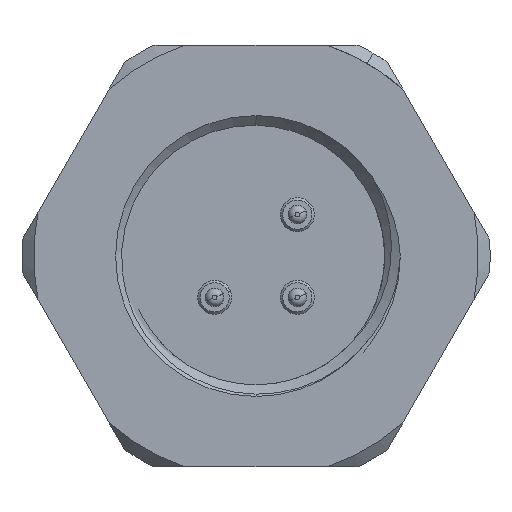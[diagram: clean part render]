
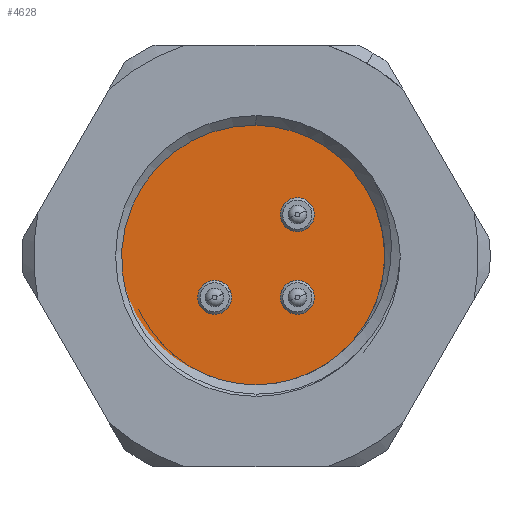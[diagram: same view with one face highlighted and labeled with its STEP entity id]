
A CAD part, left-side view. The second image highlights one B-rep face of the part: STEP entity #4628.
In plain terms, the highlighted planar face has unit normal (-1, 0, 0).
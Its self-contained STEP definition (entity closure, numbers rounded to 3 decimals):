
#39 = CIRCLE ( 'NONE', #21989, 6. ) ;
#477 = AXIS2_PLACEMENT_3D ( 'NONE', #12030, #5190, #8584 ) ;
#553 = EDGE_CURVE ( 'NONE', #22349, #13645, #6784, .T. ) ;
#616 = CIRCLE ( 'NONE', #22181, 0.7 ) ;
#822 = DIRECTION ( 'NONE',  ( 0., 0., 1. ) ) ;
#1014 = DIRECTION ( 'NONE',  ( -1., 0., 0. ) ) ;
#1246 = DIRECTION ( 'NONE',  ( 0., 0., 1. ) ) ;
#1367 = EDGE_LOOP ( 'NONE', ( #2735, #10990 ) ) ;
#1820 = VERTEX_POINT ( 'NONE', #9963 ) ;
#2735 = ORIENTED_EDGE ( 'NONE', *, *, #12146, .T. ) ;
#2912 = ORIENTED_EDGE ( 'NONE', *, *, #553, .F. ) ;
#2999 = EDGE_LOOP ( 'NONE', ( #2912, #3478 ) ) ;
#3239 = DIRECTION ( 'NONE',  ( -1., 0., 0. ) ) ;
#3478 = ORIENTED_EDGE ( 'NONE', *, *, #10704, .F. ) ;
#4375 = CARTESIAN_POINT ( 'NONE',  ( -13., -1.768, 1.068 ) ) ;
#4558 = DIRECTION ( 'NONE',  ( -1., 0., 0. ) ) ;
#4628 = ADVANCED_FACE ( 'NONE', ( #16657, #15560, #5963, #18294 ), #13631, .F. ) ;
#4946 = VERTEX_POINT ( 'NONE', #16058 ) ;
#4997 = CARTESIAN_POINT ( 'NONE',  ( -13., 1.768, -2.468 ) ) ;
#5029 = CARTESIAN_POINT ( 'NONE',  ( -13., 0., -6. ) ) ;
#5151 = DIRECTION ( 'NONE',  ( -1., 0., 0. ) ) ;
#5190 = DIRECTION ( 'NONE',  ( -1., 0., 0. ) ) ;
#5374 = CARTESIAN_POINT ( 'NONE',  ( -13., -1.768, -2.468 ) ) ;
#5681 = AXIS2_PLACEMENT_3D ( 'NONE', #22113, #18801, #15233 ) ;
#5963 = FACE_BOUND ( 'NONE', #2999, .T. ) ;
#6007 = EDGE_CURVE ( 'NONE', #17878, #10927, #16370, .T. ) ;
#6044 = CIRCLE ( 'NONE', #16157, 6. ) ;
#6428 = CARTESIAN_POINT ( 'NONE',  ( -13., -1.768, -1.068 ) ) ;
#6771 = CARTESIAN_POINT ( 'NONE',  ( -13., 1.768, -1.768 ) ) ;
#6784 = CIRCLE ( 'NONE', #21814, 0.7 ) ;
#8165 = EDGE_LOOP ( 'NONE', ( #18539, #21631 ) ) ;
#8418 = DIRECTION ( 'NONE',  ( 1., 0., 0. ) ) ;
#8457 = CARTESIAN_POINT ( 'NONE',  ( -13., -1.768, 1.768 ) ) ;
#8584 = DIRECTION ( 'NONE',  ( 0., 0., 1. ) ) ;
#9222 = AXIS2_PLACEMENT_3D ( 'NONE', #21237, #19465, #21322 ) ;
#9899 = VERTEX_POINT ( 'NONE', #4375 ) ;
#9963 = CARTESIAN_POINT ( 'NONE',  ( -13., 0., 6. ) ) ;
#10259 = EDGE_CURVE ( 'NONE', #4946, #9899, #10497, .T. ) ;
#10328 = ORIENTED_EDGE ( 'NONE', *, *, #6007, .F. ) ;
#10497 = CIRCLE ( 'NONE', #5681, 0.7 ) ;
#10677 = CIRCLE ( 'NONE', #19098, 0.7 ) ;
#10704 = EDGE_CURVE ( 'NONE', #13645, #22349, #21458, .T. ) ;
#10927 = VERTEX_POINT ( 'NONE', #5374 ) ;
#10990 = ORIENTED_EDGE ( 'NONE', *, *, #17876, .T. ) ;
#11250 = CARTESIAN_POINT ( 'NONE',  ( -13., -1.768, -1.768 ) ) ;
#11511 = CARTESIAN_POINT ( 'NONE',  ( -13., 0., 0. ) ) ;
#12030 = CARTESIAN_POINT ( 'NONE',  ( -13., -1.768, -1.768 ) ) ;
#12063 = DIRECTION ( 'NONE',  ( 0., 0., 1. ) ) ;
#12146 = EDGE_CURVE ( 'NONE', #1820, #16687, #39, .T. ) ;
#13631 = PLANE ( 'NONE',  #20138 ) ;
#13645 = VERTEX_POINT ( 'NONE', #4997 ) ;
#14132 = ORIENTED_EDGE ( 'NONE', *, *, #19614, .F. ) ;
#15000 = DIRECTION ( 'NONE',  ( -1., 0., 0. ) ) ;
#15233 = DIRECTION ( 'NONE',  ( 0., 0., 1. ) ) ;
#15507 = DIRECTION ( 'NONE',  ( 0., 0., 1. ) ) ;
#15546 = DIRECTION ( 'NONE',  ( 0., 0., -1. ) ) ;
#15560 = FACE_BOUND ( 'NONE', #16804, .T. ) ;
#16058 = CARTESIAN_POINT ( 'NONE',  ( -13., -1.768, 2.468 ) ) ;
#16157 = AXIS2_PLACEMENT_3D ( 'NONE', #11511, #1014, #1246 ) ;
#16370 = CIRCLE ( 'NONE', #477, 0.7 ) ;
#16657 = FACE_BOUND ( 'NONE', #8165, .T. ) ;
#16687 = VERTEX_POINT ( 'NONE', #5029 ) ;
#16804 = EDGE_LOOP ( 'NONE', ( #10328, #14132 ) ) ;
#17876 = EDGE_CURVE ( 'NONE', #16687, #1820, #6044, .T. ) ;
#17878 = VERTEX_POINT ( 'NONE', #6428 ) ;
#18294 = FACE_OUTER_BOUND ( 'NONE', #1367, .T. ) ;
#18539 = ORIENTED_EDGE ( 'NONE', *, *, #10259, .F. ) ;
#18659 = DIRECTION ( 'NONE',  ( 0., 0., 1. ) ) ;
#18731 = CARTESIAN_POINT ( 'NONE',  ( -13., 0., 0. ) ) ;
#18801 = DIRECTION ( 'NONE',  ( -1., 0., 0. ) ) ;
#18905 = CARTESIAN_POINT ( 'NONE',  ( -13., 4., 0. ) ) ;
#19098 = AXIS2_PLACEMENT_3D ( 'NONE', #8457, #3239, #15507 ) ;
#19465 = DIRECTION ( 'NONE',  ( -1., 0., 0. ) ) ;
#19476 = EDGE_CURVE ( 'NONE', #9899, #4946, #10677, .T. ) ;
#19614 = EDGE_CURVE ( 'NONE', #10927, #17878, #616, .T. ) ;
#20138 = AXIS2_PLACEMENT_3D ( 'NONE', #18905, #8418, #15546 ) ;
#21174 = CARTESIAN_POINT ( 'NONE',  ( -13., 1.768, -1.068 ) ) ;
#21237 = CARTESIAN_POINT ( 'NONE',  ( -13., 1.768, -1.768 ) ) ;
#21322 = DIRECTION ( 'NONE',  ( 0., 0., 1. ) ) ;
#21458 = CIRCLE ( 'NONE', #9222, 0.7 ) ;
#21631 = ORIENTED_EDGE ( 'NONE', *, *, #19476, .F. ) ;
#21814 = AXIS2_PLACEMENT_3D ( 'NONE', #6771, #5151, #12063 ) ;
#21989 = AXIS2_PLACEMENT_3D ( 'NONE', #18731, #4558, #18659 ) ;
#22113 = CARTESIAN_POINT ( 'NONE',  ( -13., -1.768, 1.768 ) ) ;
#22181 = AXIS2_PLACEMENT_3D ( 'NONE', #11250, #15000, #822 ) ;
#22349 = VERTEX_POINT ( 'NONE', #21174 ) ;
